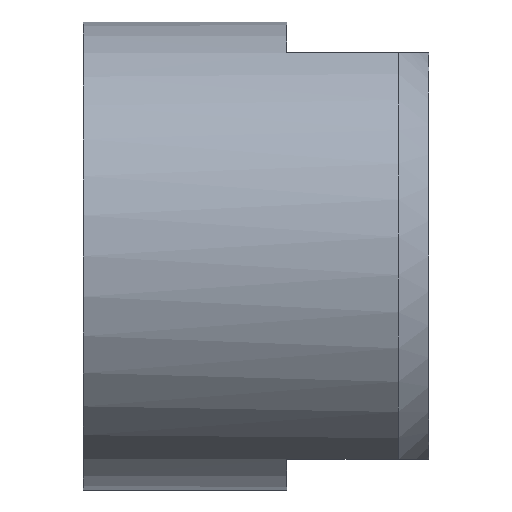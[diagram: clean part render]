
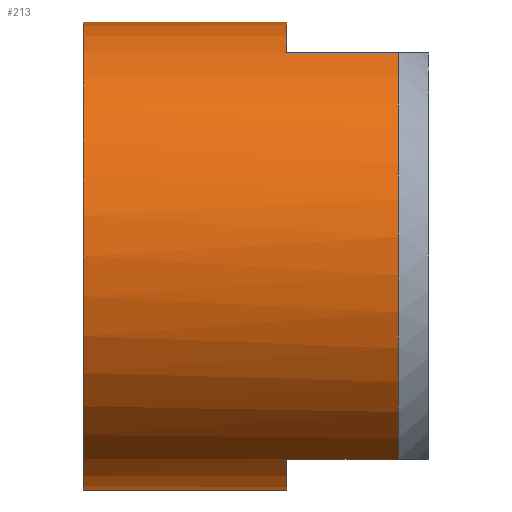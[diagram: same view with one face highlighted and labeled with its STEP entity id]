
A CAD part, front view. The second image highlights one B-rep face of the part: STEP entity #213.
In plain terms, the highlighted cylindrical face has radius 11.5 mm (diameter 23 mm), a full revolution.
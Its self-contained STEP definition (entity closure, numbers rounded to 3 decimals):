
#19=LINE('',#345,#25);
#20=LINE('',#354,#26);
#22=LINE('',#362,#28);
#23=LINE('',#371,#29);
#25=VECTOR('',#278,5.5);
#26=VECTOR('',#279,5.5);
#28=VECTOR('',#287,5.5);
#29=VECTOR('',#288,5.5);
#39=CYLINDRICAL_SURFACE('',#238,11.5);
#43=FACE_BOUND('',#76,.T.);
#61=FACE_OUTER_BOUND('',#75,.T.);
#75=EDGE_LOOP('',(#170,#171,#172,#173,#174,#175,#176,#177));
#76=EDGE_LOOP('',(#178));
#97=CIRCLE('',#233,11.5);
#98=CIRCLE('',#236,11.5);
#99=CIRCLE('',#239,11.5);
#100=CIRCLE('',#240,11.5);
#101=CIRCLE('',#241,11.5);
#112=VERTEX_POINT('',#339);
#113=VERTEX_POINT('',#340);
#114=VERTEX_POINT('',#344);
#116=VERTEX_POINT('',#350);
#117=VERTEX_POINT('',#356);
#118=VERTEX_POINT('',#357);
#119=VERTEX_POINT('',#361);
#121=VERTEX_POINT('',#367);
#122=VERTEX_POINT('',#375);
#131=EDGE_CURVE('',#112,#113,#97,.T.);
#133=EDGE_CURVE('',#114,#112,#19,.T.);
#136=EDGE_CURVE('',#113,#116,#20,.T.);
#137=EDGE_CURVE('',#117,#118,#98,.T.);
#139=EDGE_CURVE('',#119,#117,#22,.T.);
#142=EDGE_CURVE('',#118,#121,#23,.T.);
#143=EDGE_CURVE('',#119,#116,#99,.T.);
#144=EDGE_CURVE('',#114,#121,#100,.T.);
#145=EDGE_CURVE('',#122,#122,#101,.T.);
#170=ORIENTED_EDGE('',*,*,#133,.T.);
#171=ORIENTED_EDGE('',*,*,#131,.T.);
#172=ORIENTED_EDGE('',*,*,#136,.T.);
#173=ORIENTED_EDGE('',*,*,#143,.F.);
#174=ORIENTED_EDGE('',*,*,#139,.T.);
#175=ORIENTED_EDGE('',*,*,#137,.T.);
#176=ORIENTED_EDGE('',*,*,#142,.T.);
#177=ORIENTED_EDGE('',*,*,#144,.F.);
#178=ORIENTED_EDGE('',*,*,#145,.T.);
#213=ADVANCED_FACE('',(#61,#43),#39,.T.);
#233=AXIS2_PLACEMENT_3D('',#341,#273,#274);
#236=AXIS2_PLACEMENT_3D('',#358,#282,#283);
#238=AXIS2_PLACEMENT_3D('',#372,#289,#290);
#239=AXIS2_PLACEMENT_3D('',#373,#291,#292);
#240=AXIS2_PLACEMENT_3D('',#374,#293,#294);
#241=AXIS2_PLACEMENT_3D('',#376,#295,#296);
#273=DIRECTION('center_axis',(-1.,0.,0.));
#274=DIRECTION('ref_axis',(0.,1.,0.));
#278=DIRECTION('',(-1.,0.,0.));
#279=DIRECTION('',(1.,0.,0.));
#282=DIRECTION('center_axis',(-1.,0.,0.));
#283=DIRECTION('ref_axis',(0.,1.,0.));
#287=DIRECTION('',(-1.,0.,0.));
#288=DIRECTION('',(1.,0.,0.));
#289=DIRECTION('center_axis',(1.,0.,0.));
#290=DIRECTION('ref_axis',(0.,1.,0.));
#291=DIRECTION('center_axis',(1.,0.,0.));
#292=DIRECTION('ref_axis',(0.,-1.,0.));
#293=DIRECTION('center_axis',(1.,0.,0.));
#294=DIRECTION('ref_axis',(0.,-1.,0.));
#295=DIRECTION('center_axis',(1.,0.,0.));
#296=DIRECTION('ref_axis',(0.,1.,0.));
#339=CARTESIAN_POINT('',(10.,5.679,-10.));
#340=CARTESIAN_POINT('',(10.,-5.679,-10.));
#341=CARTESIAN_POINT('Origin',(10.,0.,0.));
#344=CARTESIAN_POINT('',(15.5,5.679,-10.));
#345=CARTESIAN_POINT('',(8.5,5.679,-10.));
#350=CARTESIAN_POINT('',(15.5,-5.679,-10.));
#354=CARTESIAN_POINT('',(8.5,-5.679,-10.));
#356=CARTESIAN_POINT('',(10.,-5.679,10.));
#357=CARTESIAN_POINT('',(10.,5.679,10.));
#358=CARTESIAN_POINT('Origin',(10.,0.,0.));
#361=CARTESIAN_POINT('',(15.5,-5.679,10.));
#362=CARTESIAN_POINT('',(8.5,-5.679,10.));
#367=CARTESIAN_POINT('',(15.5,5.679,10.));
#371=CARTESIAN_POINT('',(8.5,5.679,10.));
#372=CARTESIAN_POINT('Origin',(8.5,0.,0.));
#373=CARTESIAN_POINT('Origin',(15.5,0.,0.));
#374=CARTESIAN_POINT('Origin',(15.5,0.,0.));
#375=CARTESIAN_POINT('',(0.,11.5,0.));
#376=CARTESIAN_POINT('Origin',(0.,0.,
0.));
